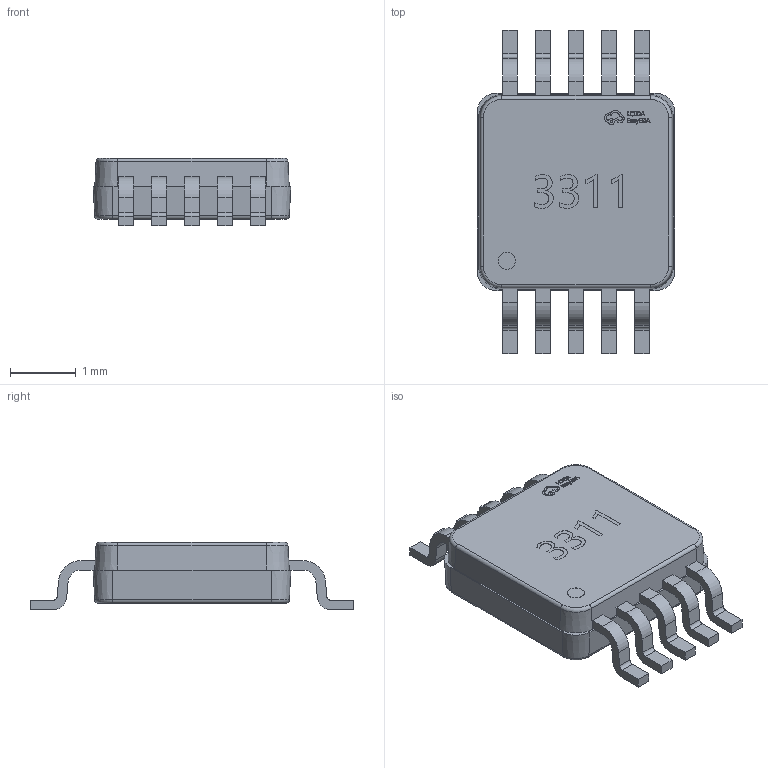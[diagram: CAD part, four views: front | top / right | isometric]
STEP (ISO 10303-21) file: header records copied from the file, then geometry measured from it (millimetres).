
FILE_DESCRIPTION (( 'STEP AP214' ), '1' );
FILE_NAME ('UMAX-10_L3.0-W3.0-P0.50-LS4.9-BL.step', '2022-08-04T09:17:26', ( '' ), ( '' ), 'SwSTEP 2.0', 'SolidWorks 2020', '' );
FILE_SCHEMA (( 'AUTOMOTIVE_DESIGN' ));
Length unit declared in the file: millimetre
Products named in the file (1): UMAX-10_L3.0-W3.0-P0.50-LS4.9-BL
Bounding box: 3 x 4.9 x 1.02 mm (x, y, z)
Volume: 8.4 mm3; surface area: 37.4 mm2
Topology: 14 solids, 14 shells, 521 faces, 1407 edges, 926 vertices
Faces by surface type: plane 315, bspline 140, cylinder 50, cone 8, torus 8
Entity records: 24759 total; most frequent: CARTESIAN_POINT 6619, ORIENTED_EDGE 2814, DIRECTION 2011, EDGE_CURVE 1407, VECTOR 999, LINE 999, VERTEX_POINT 926, EDGE_LOOP 545
